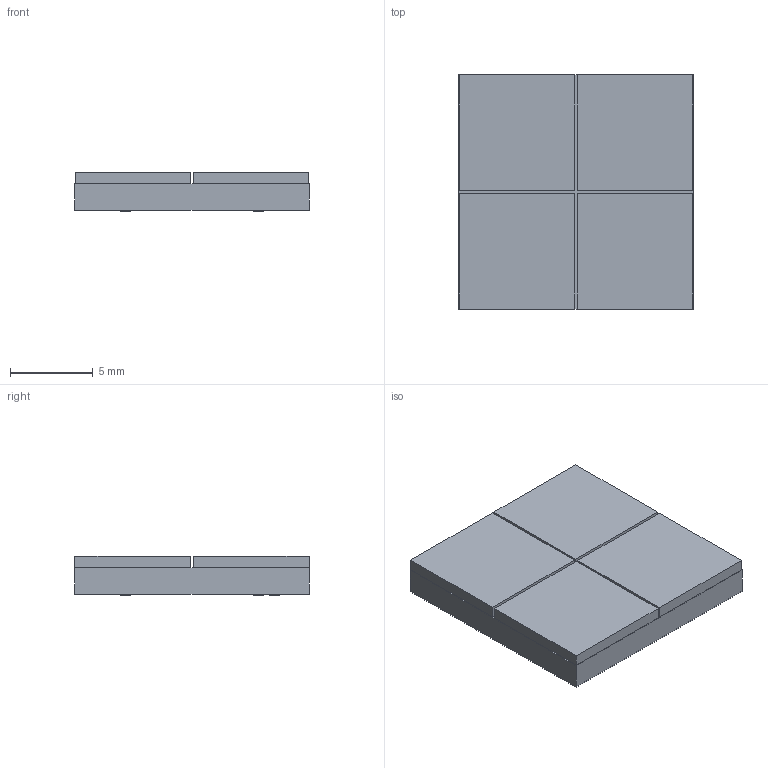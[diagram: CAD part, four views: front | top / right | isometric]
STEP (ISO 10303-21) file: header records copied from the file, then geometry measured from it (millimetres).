
FILE_DESCRIPTION(/* description */ (''),/* implementation_level */ '2;1');
FILE_NAME(/* name */ 'ARRAYC~1',/* time_stamp */ '2021-03-09T09:25:01+01:00',/* author */ (''),/* organization */ (''),/* preprocessor_version */ 'ST-DEVELOPER v15',/* originating_system */ '',/* authorisation */ '');
FILE_SCHEMA (('AUTOMOTIVE_DESIGN_CC2'));
Length unit declared in the file: millimetre
Products named in the file (1): Document
Bounding box: 14.2 x 14.2 x 2.4 mm (x, y, z)
Volume: 474.4 mm3; surface area: 1265.9 mm2
Topology: 14 solids, 14 shells, 74 faces, 138 edges, 92 vertices
Faces by surface type: plane 64, bspline 10
Entity records: 1727 total; most frequent: CARTESIAN_POINT 594, ORIENTED_EDGE 276, EDGE_CURVE 138, B_SPLINE_CURVE_WITH_KNOTS 108, VERTEX_POINT 92, ADVANCED_FACE 74, FACE_OUTER_BOUND 74, EDGE_LOOP 74
